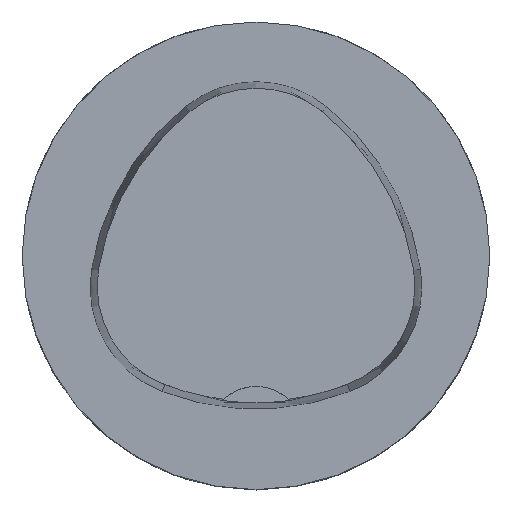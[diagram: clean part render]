
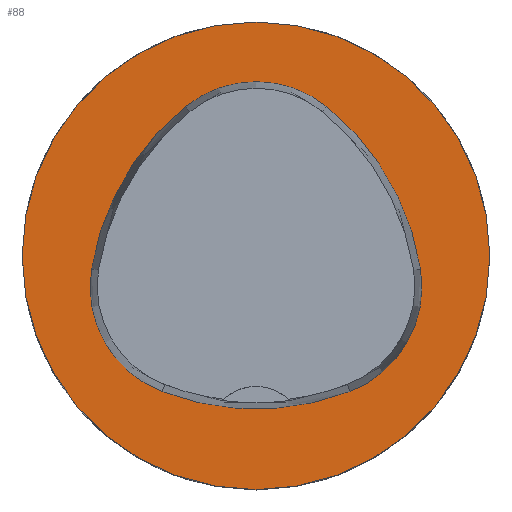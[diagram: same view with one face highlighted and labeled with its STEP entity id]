
A CAD part, top view. The second image highlights one B-rep face of the part: STEP entity #88.
In plain terms, the highlighted planar face has unit normal (0, 0, 1).
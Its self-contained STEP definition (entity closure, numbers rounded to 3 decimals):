
#34=PLANE('',#471);
#88=ADVANCED_FACE('',(#134,#135),#34,.T.);
#109=CIRCLE('',#443,25.);
#110=CIRCLE('',#449,28.);
#112=CIRCLE('',#452,12.);
#114=CIRCLE('',#455,28.);
#116=CIRCLE('',#458,12.);
#120=CIRCLE('',#463,28.);
#122=CIRCLE('',#466,12.);
#134=FACE_BOUND('',#153,.T.);
#135=FACE_BOUND('',#154,.T.);
#153=EDGE_LOOP('',(#236,#237,#238,#239,#240,#241));
#154=EDGE_LOOP('',(#242));
#236=ORIENTED_EDGE('',*,*,#360,.T.);
#237=ORIENTED_EDGE('',*,*,#340,.T.);
#238=ORIENTED_EDGE('',*,*,#344,.T.);
#239=ORIENTED_EDGE('',*,*,#347,.T.);
#240=ORIENTED_EDGE('',*,*,#350,.T.);
#241=ORIENTED_EDGE('',*,*,#358,.T.);
#242=ORIENTED_EDGE('',*,*,#331,.F.);
#295=VERTEX_POINT('',#653);
#304=VERTEX_POINT('',#672);
#305=VERTEX_POINT('',#673);
#308=VERTEX_POINT('',#681);
#310=VERTEX_POINT('',#687);
#312=VERTEX_POINT('',#693);
#319=VERTEX_POINT('',#714);
#331=EDGE_CURVE('',#295,#295,#109,.T.);
#340=EDGE_CURVE('',#304,#305,#110,.T.);
#344=EDGE_CURVE('',#305,#308,#112,.T.);
#347=EDGE_CURVE('',#308,#310,#114,.T.);
#350=EDGE_CURVE('',#310,#312,#116,.T.);
#358=EDGE_CURVE('',#312,#319,#120,.T.);
#360=EDGE_CURVE('',#319,#304,#122,.T.);
#443=AXIS2_PLACEMENT_3D('',#652,#514,#515);
#449=AXIS2_PLACEMENT_3D('',#671,#530,#531);
#452=AXIS2_PLACEMENT_3D('',#680,#538,#539);
#455=AXIS2_PLACEMENT_3D('',#686,#545,#546);
#458=AXIS2_PLACEMENT_3D('',#692,#552,#553);
#463=AXIS2_PLACEMENT_3D('',#715,#564,#565);
#466=AXIS2_PLACEMENT_3D('',#718,#570,#571);
#471=AXIS2_PLACEMENT_3D('',#723,#580,#581);
#514=DIRECTION('',(0.,0.,-1.));
#515=DIRECTION('',(-1.,0.,0.));
#530=DIRECTION('',(0.,0.,-1.));
#531=DIRECTION('',(-1.,0.,0.));
#538=DIRECTION('',(0.,0.,-1.));
#539=DIRECTION('',(-1.,0.,0.));
#545=DIRECTION('',(0.,0.,-1.));
#546=DIRECTION('',(-1.,0.,0.));
#552=DIRECTION('',(0.,0.,-1.));
#553=DIRECTION('',(-1.,0.,0.));
#564=DIRECTION('',(0.,0.,-1.));
#565=DIRECTION('',(-1.,0.,0.));
#570=DIRECTION('',(0.,0.,-1.));
#571=DIRECTION('',(-1.,0.,0.));
#580=DIRECTION('',(0.,0.,1.));
#581=DIRECTION('',(1.,0.,0.));
#652=CARTESIAN_POINT('',(0.,0.,0.));
#653=CARTESIAN_POINT('',(-25.,0.,0.));
#671=CARTESIAN_POINT('',(10.068,-5.824,0.));
#672=CARTESIAN_POINT('',(-17.584,-1.424,0.));
#673=CARTESIAN_POINT('',(-7.531,15.953,0.));
#680=CARTESIAN_POINT('',(0.011,6.62,0.));
#681=CARTESIAN_POINT('',(7.567,15.942,0.));
#686=CARTESIAN_POINT('',(-10.063,-5.81,0.));
#687=CARTESIAN_POINT('',(17.59,-1.418,0.));
#692=CARTESIAN_POINT('',(5.739,-3.3,0.));
#693=CARTESIAN_POINT('',(10.05,-14.499,0.));
#714=CARTESIAN_POINT('',(-10.025,-14.516,0.));
#715=CARTESIAN_POINT('',(-0.01,11.631,0.));
#718=CARTESIAN_POINT('',(-5.733,-3.31,0.));
#723=CARTESIAN_POINT('',(0.,0.,0.));
